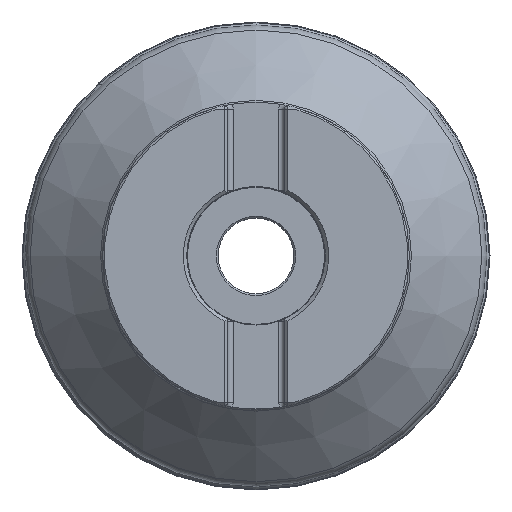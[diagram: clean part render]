
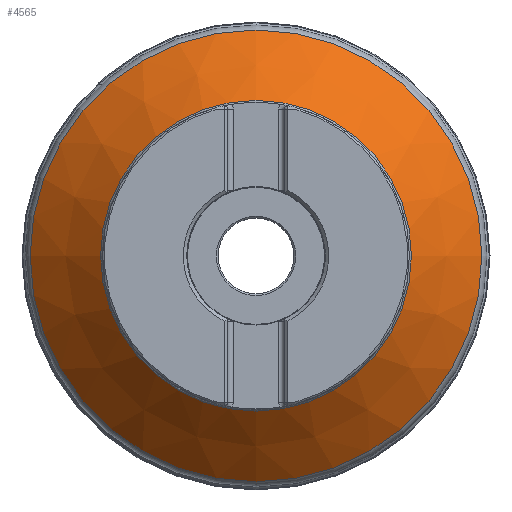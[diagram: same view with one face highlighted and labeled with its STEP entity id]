
A CAD part, top view. The second image highlights one B-rep face of the part: STEP entity #4565.
In plain terms, the highlighted conical face has half-angle 45 degrees and reference radius 44.5 mm.
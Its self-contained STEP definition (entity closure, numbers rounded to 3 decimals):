
#4487=CONICAL_SURFACE('',#27004,44.5,45.);
#4565=ADVANCED_FACE('',(#8462,#8463),#4487,.T.);
#8462=FACE_BOUND('',#8721,.T.);
#8463=FACE_BOUND('',#8722,.T.);
#8721=EDGE_LOOP('',(#10641));
#8722=EDGE_LOOP('',(#10642));
#10641=ORIENTED_EDGE('',*,*,#20830,.T.);
#10642=ORIENTED_EDGE('',*,*,#20829,.T.);
#18477=VERTEX_POINT('',#35393);
#18478=VERTEX_POINT('',#35396);
#20829=EDGE_CURVE('',#18477,#18477,#24756,.T.);
#20830=EDGE_CURVE('',#18478,#18478,#24757,.T.);
#24756=CIRCLE('',#27001,65.536);
#24757=CIRCLE('',#27003,45.086);
#27001=AXIS2_PLACEMENT_3D('',#35392,#29503,#29504);
#27003=AXIS2_PLACEMENT_3D('',#35395,#29507,#29508);
#27004=AXIS2_PLACEMENT_3D('',#35397,#29509,#29510);
#29503=DIRECTION('',(0.,0.,1.));
#29504=DIRECTION('',(1.,0.,0.));
#29507=DIRECTION('',(0.,0.,-1.));
#29508=DIRECTION('',(-1.,0.,0.));
#29509=DIRECTION('',(0.,0.,-1.));
#29510=DIRECTION('',(-1.,0.,0.));
#35392=CARTESIAN_POINT('',(0.,0.,-34.036));
#35393=CARTESIAN_POINT('',(65.536,0.,-34.036));
#35395=CARTESIAN_POINT('',(0.,0.,-13.586));
#35396=CARTESIAN_POINT('',(-45.086,0.,-13.586));
#35397=CARTESIAN_POINT('',(0.,0.,-13.));
